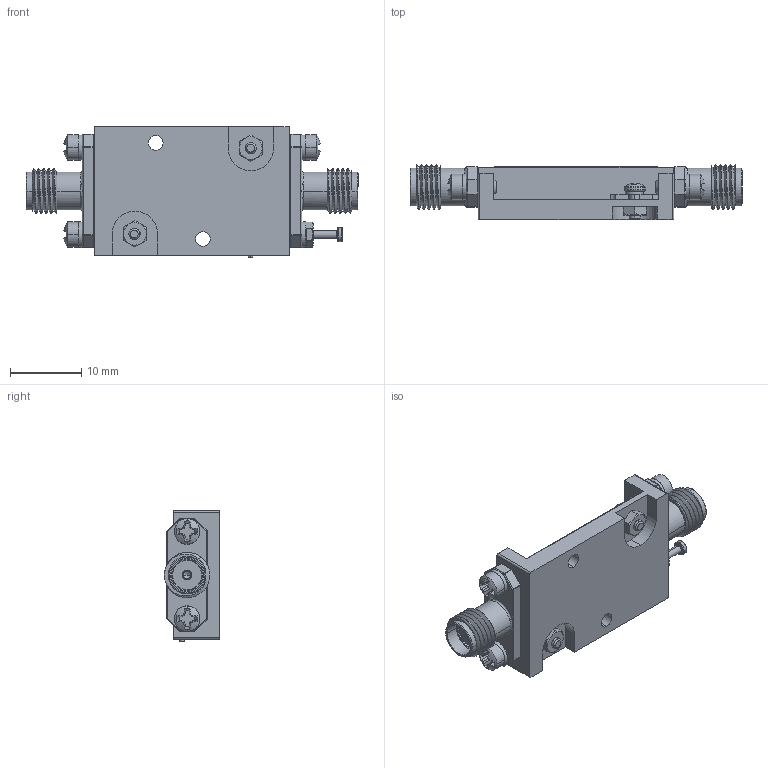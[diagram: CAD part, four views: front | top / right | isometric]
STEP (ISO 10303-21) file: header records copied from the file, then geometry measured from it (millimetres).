
FILE_DESCRIPTION (( 'STEP AP214' ), '1' );
FILE_NAME ('PLN-25-812-10-LCA.STEP', '2025-02-03T18:08:33', ( '' ), ( '' ), 'SwSTEP 2.0', 'SolidWorks 2024', '' );
FILE_SCHEMA (( 'AUTOMOTIVE_DESIGN' ));
Length unit declared in the file: inch
Products named in the file (1): PLN-25-812-10-LCA
Bounding box: 46.48 x 7.73 x 18.33 mm (x, y, z)
Volume: 2749.4 mm3; surface area: 5430.5 mm2
Topology: 110 solids, 110 shells, 1770 faces, 4998 edges, 3579 vertices
Faces by surface type: plane 1002, cylinder 321, bspline 135, torus 131, cone 110, sphere 71
Entity records: 95971 total; most frequent: CARTESIAN_POINT 27608, ORIENTED_EDGE 9880, DIRECTION 8479, EDGE_CURVE 4940, VERTEX_POINT 3575, VECTOR 2925, LINE 2925, AXIS2_PLACEMENT_3D 2777
